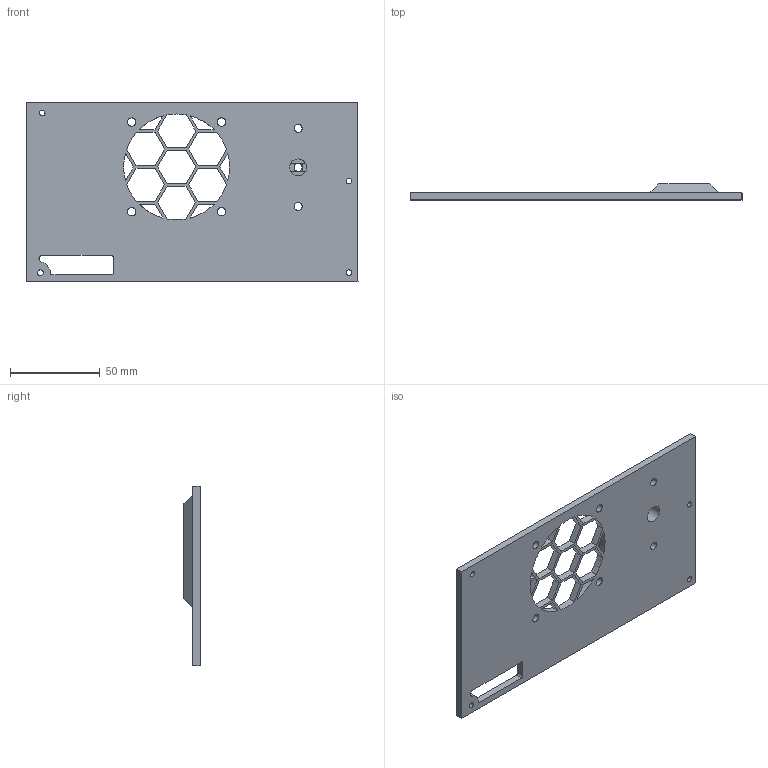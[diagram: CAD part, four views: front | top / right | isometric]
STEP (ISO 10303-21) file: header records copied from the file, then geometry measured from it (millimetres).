
FILE_DESCRIPTION(('HOOPS Exchange Step'),'2;1');
FILE_NAME('Umbilical Front Plate Sherpa Mini.stp','2026-02-26T17:22:03-05:00',('RED'),('Unknown organisation'),'HOOPS Exchange 2025.8','HOOPS Exchange','Unknown authorisation');
FILE_SCHEMA( ('AP203_CONFIGURATION_CONTROLLED_3D_DESIGN_OF_MECHANICAL_PARTS_AND_ASSEMBLIES_MIM_LF') );
Length unit declared in the file: millimetre
Products named in the file (2): 0; root
Assembly tree (1 placements, depth 2):
  root
    0
Bounding box: 185.04 x 9 x 100.02 mm (x, y, z)
Volume: 71599.9 mm3; surface area: 37761.2 mm2
Topology: 1 solids, 1 shells, 104 faces, 312 edges, 211 vertices
Faces by surface type: plane 74, cylinder 30
Full cylindrical faces by diameter (mm): 3.2 x4, 4.5 x3, 4.7 x4, 9.5 x1
Entity records: 6359 total; most frequent: CARTESIAN_POINT 3562, ORIENTED_EDGE 624, DIRECTION 465, EDGE_CURVE 312, VERTEX_POINT 211, VECTOR 177, LINE 177, EDGE_LOOP 155
